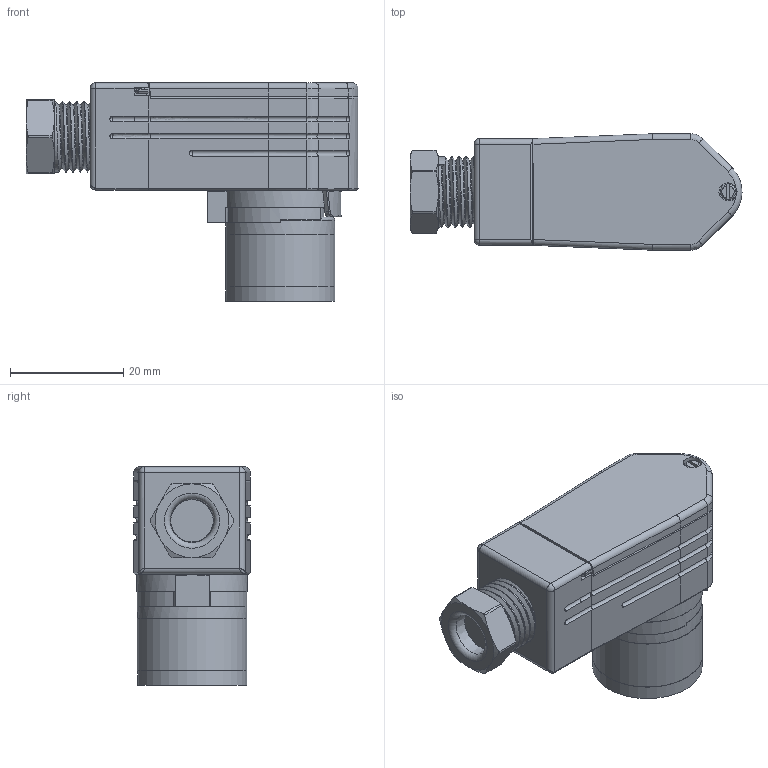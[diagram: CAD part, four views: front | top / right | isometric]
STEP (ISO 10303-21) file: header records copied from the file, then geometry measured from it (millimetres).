
FILE_DESCRIPTION(/* description */ (''),/* implementation_level */ '2;1');
FILE_NAME(/* name */ 'c091 31f008 100 2 unxc001-01.stp',/* time_stamp */ '2019-07-08T13:58:16+02:00',/* author */ (''),/* organization */ (''),/* preprocessor_version */ 'ST-DEVELOPER v16.7',/* originating_system */ 'SIEMENS PLM Software NX 12.0',/* authorisation */ '');
FILE_SCHEMA (('AUTOMOTIVE_DESIGN { 1 0 10303 214 3 1 1 1 }'));
Length unit declared in the file: millimetre
Products named in the file (1): c091 31f008 100 2 unxc001-01
Bounding box: 58.56 x 20.5 x 38.5 mm (x, y, z)
Volume: 22735.1 mm3; surface area: 7731.1 mm2
Topology: 1 solids, 4 shells, 433 faces, 1112 edges, 675 vertices
Faces by surface type: plane 198, cylinder 120, bspline 61, cone 27, sphere 22, revolution 4, torus 1
Full cylindrical faces by diameter (mm): 2.8 x1, 3.2 x1, 12.5 x5, 14.7 x1, 15.8 x1, 16.9 x1, 19.3 x2, 19.4 x1
Entity records: 16201 total; most frequent: CARTESIAN_POINT 5656, ORIENTED_EDGE 2102, DIRECTION 1966, EDGE_CURVE 1051, AXIS2_PLACEMENT_3D 694, VERTEX_POINT 659, LINE 574, VECTOR 574
